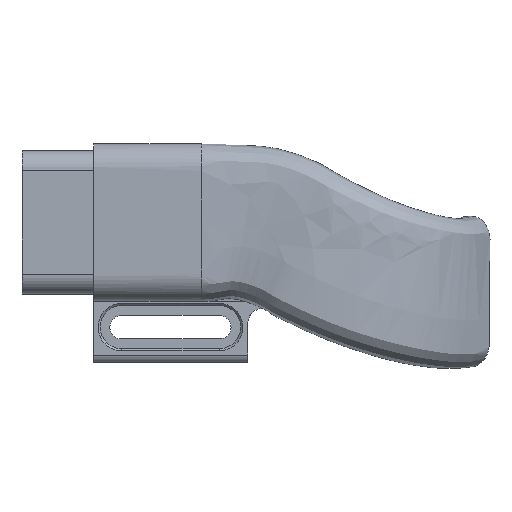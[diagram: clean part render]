
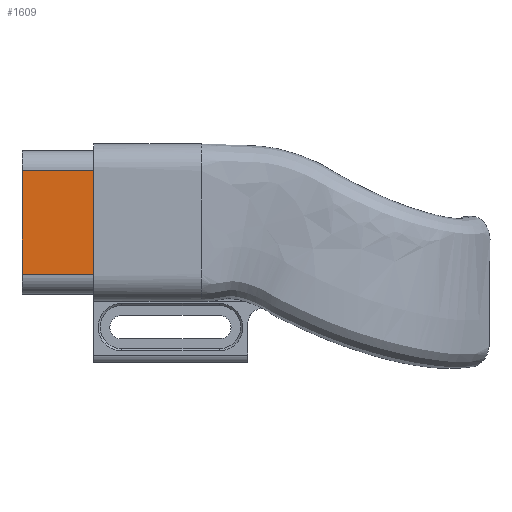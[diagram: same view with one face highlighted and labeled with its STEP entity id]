
A CAD part, left-side view. The second image highlights one B-rep face of the part: STEP entity #1609.
In plain terms, the highlighted planar face has unit normal (-1, 0, 0).
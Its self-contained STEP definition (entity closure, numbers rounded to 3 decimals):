
#90=LINE('',#9307,#189);
#92=LINE('',#9313,#191);
#93=LINE('',#9315,#192);
#94=LINE('',#9316,#193);
#189=VECTOR('',#1794,10.);
#191=VECTOR('',#1800,10.);
#192=VECTOR('',#1801,10.);
#193=VECTOR('',#1802,10.);
#282=PLANE('',#1677);
#343=FACE_OUTER_BOUND('',#432,.T.);
#432=EDGE_LOOP('',(#1268,#1269,#1270,#1271));
#711=VERTEX_POINT('',#9304);
#712=VERTEX_POINT('',#9306);
#714=VERTEX_POINT('',#9312);
#715=VERTEX_POINT('',#9314);
#913=EDGE_CURVE('',#711,#712,#90,.T.);
#916=EDGE_CURVE('',#711,#714,#92,.T.);
#917=EDGE_CURVE('',#714,#715,#93,.T.);
#918=EDGE_CURVE('',#712,#715,#94,.T.);
#1268=ORIENTED_EDGE('',*,*,#916,.T.);
#1269=ORIENTED_EDGE('',*,*,#917,.T.);
#1270=ORIENTED_EDGE('',*,*,#918,.F.);
#1271=ORIENTED_EDGE('',*,*,#913,.F.);
#1609=ADVANCED_FACE('',(#343),#282,.T.);
#1677=AXIS2_PLACEMENT_3D('',#9311,#1798,#1799);
#1794=DIRECTION('',(0.,1.,0.));
#1798=DIRECTION('center_axis',(-1.,0.,0.));
#1799=DIRECTION('ref_axis',(0.,0.,1.));
#1800=DIRECTION('',(0.,0.,1.));
#1801=DIRECTION('',(0.,1.,0.));
#1802=DIRECTION('',(0.,0.,1.));
#9304=CARTESIAN_POINT('',(-27.962,54.352,5.385));
#9306=CARTESIAN_POINT('',(-27.962,64.352,5.385));
#9307=CARTESIAN_POINT('',(-27.962,49.352,5.385));
#9311=CARTESIAN_POINT('Origin',(-27.962,49.352,5.385));
#9312=CARTESIAN_POINT('',(-27.962,54.352,19.785));
#9313=CARTESIAN_POINT('',(-27.962,54.352,9.485));
#9314=CARTESIAN_POINT('',(-27.962,64.352,19.785));
#9315=CARTESIAN_POINT('',(-27.962,49.352,19.785));
#9316=CARTESIAN_POINT('',(-27.962,64.352,19.785));
